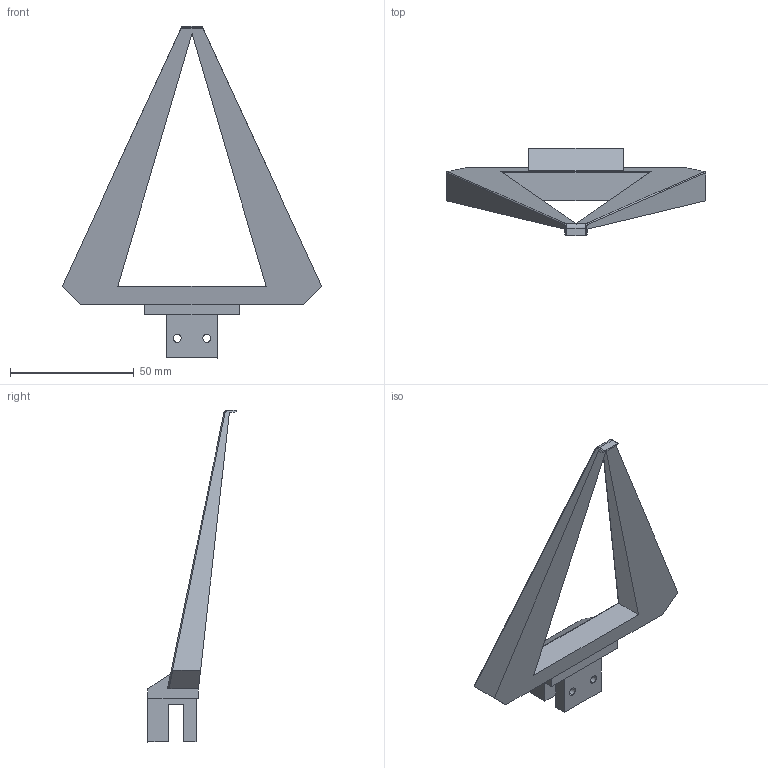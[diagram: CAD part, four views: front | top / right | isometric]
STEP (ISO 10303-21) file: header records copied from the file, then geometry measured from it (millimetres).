
FILE_DESCRIPTION (( 'STEP AP214' ), '1' );
FILE_NAME ('two_finger_backing.STEP', '2025-03-17T22:43:16', ( '' ), ( '' ), 'SwSTEP 2.0', 'SolidWorks 2024', '' );
FILE_SCHEMA (( 'AUTOMOTIVE_DESIGN' ));
Length unit declared in the file: millimetre
Products named in the file (1): two_finger_backing
Bounding box: 105 x 35.75 x 134.25 mm (x, y, z)
Volume: 40759.2 mm3; surface area: 15666.7 mm2
Topology: 1 solids, 1 shells, 57 faces, 152 edges, 98 vertices
Faces by surface type: plane 31, cylinder 22, bspline 4
Entity records: 1868 total; most frequent: CARTESIAN_POINT 444, ORIENTED_EDGE 304, DIRECTION 274, EDGE_CURVE 152, LINE 102, VECTOR 102, VERTEX_POINT 98, AXIS2_PLACEMENT_3D 86
